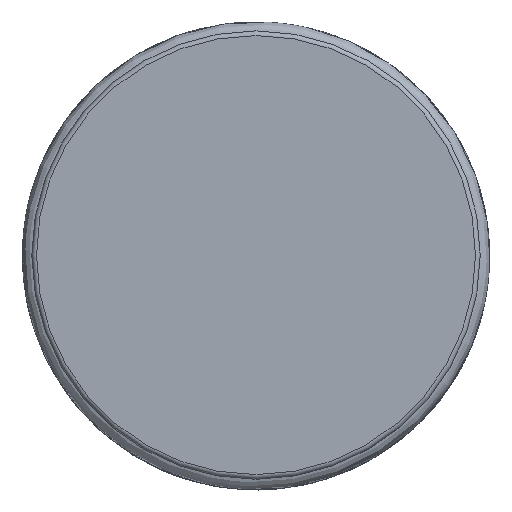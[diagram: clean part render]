
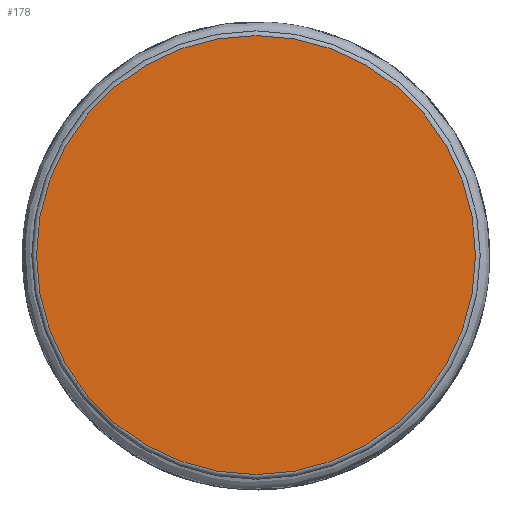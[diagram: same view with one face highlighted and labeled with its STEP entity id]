
A CAD part, top view. The second image highlights one B-rep face of the part: STEP entity #178.
In plain terms, the highlighted planar face has unit normal (0, 0, 1).
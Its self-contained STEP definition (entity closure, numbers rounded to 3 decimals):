
#144=FACE_OUTER_BOUND('',#260,.T.);
#147=PLANE('',#538);
#178=ADVANCED_FACE('CLONE_TP_FACE',(#144),#147,.T.);
#260=EDGE_LOOP('',(#296));
#296=ORIENTED_EDGE('',*,*,#320,.T.);
#298=VERTEX_POINT('',#689);
#320=EDGE_CURVE('',#298,#298,#338,.T.);
#338=CIRCLE('',#503,23.489);
#503=AXIS2_PLACEMENT_3D('',#688,#573,#574);
#538=AXIS2_PLACEMENT_3D('',#740,#643,#644);
#573=DIRECTION('',(0.,0.,1.));
#574=DIRECTION('',(1.,0.,0.));
#643=DIRECTION('',(0.,0.,1.));
#644=DIRECTION('',(1.,0.,0.));
#688=CARTESIAN_POINT('',(0.,0.,0.));
#689=CARTESIAN_POINT('',(23.489,0.,0.));
#740=CARTESIAN_POINT('',(11.005,0.,0.));
